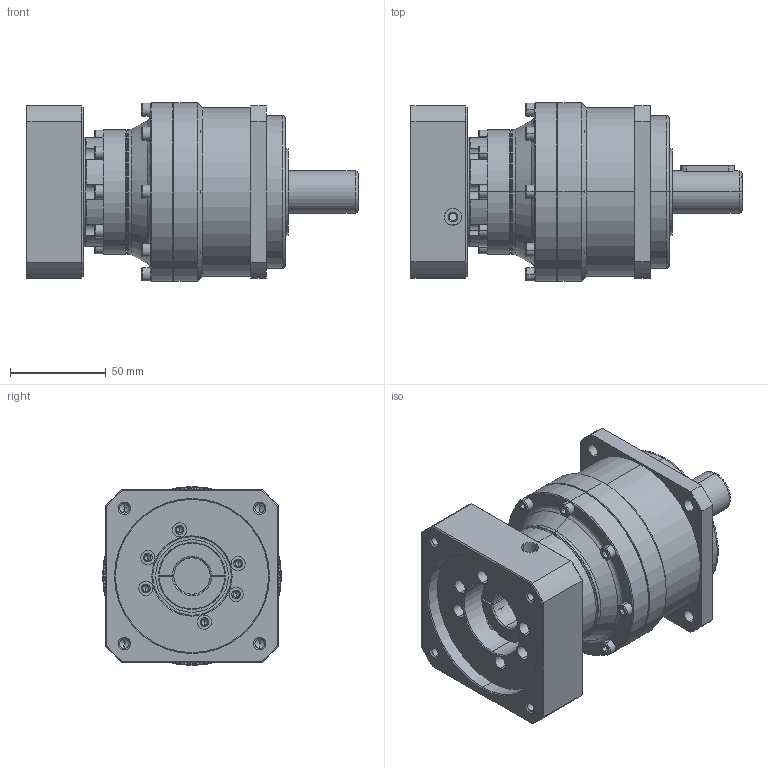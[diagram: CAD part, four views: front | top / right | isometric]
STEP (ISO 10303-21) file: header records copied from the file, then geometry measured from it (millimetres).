
FILE_DESCRIPTION (( 'STEP AP214' ), '1' );
FILE_NAME ('PB090-L2-19-80-100M6.STEP', '2022-02-12T09:23:04', ( 'admin' ), ( '' ), 'SwSTEP 2.0', 'SolidWorks 2013', '' );
FILE_SCHEMA (( 'AUTOMOTIVE_DESIGN' ));
Length unit declared in the file: millimetre
Products named in the file (4): PB060-80-100M6; PB090-L2_X2_58F34F537AEF_X0_-19; PB090_X2_8F9351FA7AEF_X0_; PB090-L2-19-80-100M6
Assembly tree (3 placements, depth 2):
  PB090-L2-19-80-100M6
    PB090_X2_8F9351FA7AEF_X0_
    PB090-L2_X2_58F34F537AEF_X0_-19
    PB060-80-100M6
Bounding box: 173.5 x 93.5 x 93.5 mm (x, y, z)
Volume: 745715.1 mm3; surface area: 104562.8 mm2
Topology: 3 solids, 3 shells, 580 faces, 1414 edges, 857 vertices
Faces by surface type: cylinder 217, plane 200, cone 120, bspline 43
Entity records: 24572 total; most frequent: CARTESIAN_POINT 4607, DIRECTION 2899, ORIENTED_EDGE 2720, EDGE_CURVE 1360, AXIS2_PLACEMENT_3D 1115, VERTEX_POINT 857, EDGE_LOOP 689, VECTOR 669
